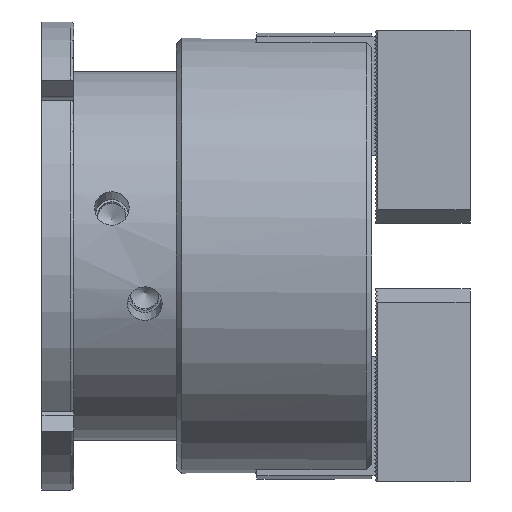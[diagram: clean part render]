
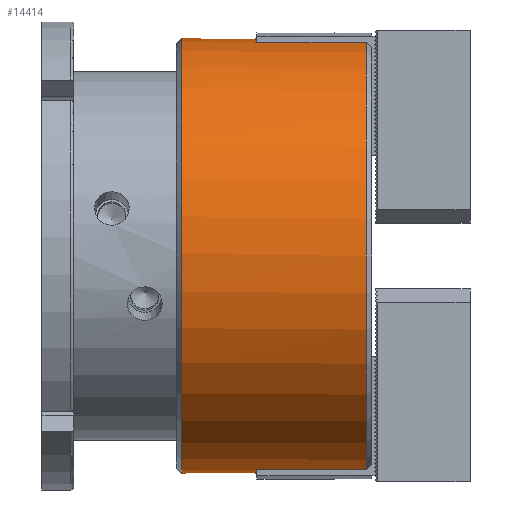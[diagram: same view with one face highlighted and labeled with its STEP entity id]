
A CAD part, front view. The second image highlights one B-rep face of the part: STEP entity #14414.
In plain terms, the highlighted cylindrical face has radius 82.5 mm (diameter 165 mm), a full revolution.
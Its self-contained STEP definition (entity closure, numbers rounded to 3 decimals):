
#479 = FACE_OUTER_BOUND ( 'NONE', #12289, .T. ) ;
#852 = VERTEX_POINT ( 'NONE', #7512 ) ;
#889 = CARTESIAN_POINT ( 'NONE',  ( 0., 81.031, -15.5 ) ) ;
#2000 = ORIENTED_EDGE ( 'NONE', *, *, #16200, .F. ) ;
#2108 = CARTESIAN_POINT ( 'NONE',  ( 0., 81.031, 15.5 ) ) ;
#2993 = ORIENTED_EDGE ( 'NONE', *, *, #25622, .F. ) ;
#3325 = EDGE_CURVE ( 'NONE', #16757, #12845, #28247, .T. ) ;
#4209 = CARTESIAN_POINT ( 'NONE',  ( 2., 0., -82.5 ) ) ;
#4717 = DIRECTION ( 'NONE',  ( 0., 0., -1. ) ) ;
#5055 = AXIS2_PLACEMENT_3D ( 'NONE', #9637, #18988, #28319 ) ;
#5238 = DIRECTION ( 'NONE',  ( 0., 0., -1. ) ) ;
#6234 = LINE ( 'NONE', #15589, #7873 ) ;
#7131 = ORIENTED_EDGE ( 'NONE', *, *, #17666, .F. ) ;
#7304 = DIRECTION ( 'NONE',  ( -1., 0., 0. ) ) ;
#7512 = CARTESIAN_POINT ( 'NONE',  ( 30., 81.031, 15.5 ) ) ;
#7529 = DIRECTION ( 'NONE',  ( 0., 0., 1. ) ) ;
#7873 = VECTOR ( 'NONE', #24936, 1000. ) ;
#7991 = ORIENTED_EDGE ( 'NONE', *, *, #19292, .T. ) ;
#8090 = CARTESIAN_POINT ( 'NONE',  ( 30., 81.031, -15.5 ) ) ;
#8130 = VERTEX_POINT ( 'NONE', #22499 ) ;
#8220 = CARTESIAN_POINT ( 'NONE',  ( 30., -81.031, 15.5 ) ) ;
#9019 = DIRECTION ( 'NONE',  ( 1., 0., 0. ) ) ;
#9280 = VECTOR ( 'NONE', #9019, 1000. ) ;
#9417 = CARTESIAN_POINT ( 'NONE',  ( 72., 0., 0. ) ) ;
#9637 = CARTESIAN_POINT ( 'NONE',  ( 30., 0., 0. ) ) ;
#9843 = CYLINDRICAL_SURFACE ( 'NONE', #27428, 82.5 ) ;
#10241 = DIRECTION ( 'NONE',  ( -1., 0., 0. ) ) ;
#10297 = CIRCLE ( 'NONE', #14216, 82.5 ) ;
#10620 = VERTEX_POINT ( 'NONE', #8220 ) ;
#10766 = VECTOR ( 'NONE', #11453, 1000. ) ;
#11453 = DIRECTION ( 'NONE',  ( 1., 0., 0. ) ) ;
#12289 = EDGE_LOOP ( 'NONE', ( #2000, #24393, #7991, #16495, #20581, #7131, #12602, #2993 ) ) ;
#12602 = ORIENTED_EDGE ( 'NONE', *, *, #3325, .T. ) ;
#12845 = VERTEX_POINT ( 'NONE', #24722 ) ;
#14216 = AXIS2_PLACEMENT_3D ( 'NONE', #16887, #26232, #5238 ) ;
#14414 = ADVANCED_FACE ( 'NONE', ( #21481, #479 ), #9843, .T. ) ;
#14425 = EDGE_CURVE ( 'NONE', #25205, #25205, #10297, .T. ) ;
#14489 = AXIS2_PLACEMENT_3D ( 'NONE', #28297, #7304, #16670 ) ;
#15028 = AXIS2_PLACEMENT_3D ( 'NONE', #9417, #18762, #28105 ) ;
#15589 = CARTESIAN_POINT ( 'NONE',  ( 0., -81.031, 15.5 ) ) ;
#15967 = AXIS2_PLACEMENT_3D ( 'NONE', #16368, #25715, #4717 ) ;
#16200 = EDGE_CURVE ( 'NONE', #10620, #8130, #18268, .T. ) ;
#16368 = CARTESIAN_POINT ( 'NONE',  ( 30., 0., 0. ) ) ;
#16495 = ORIENTED_EDGE ( 'NONE', *, *, #26041, .F. ) ;
#16670 = DIRECTION ( 'NONE',  ( 0., 0., 1. ) ) ;
#16757 = VERTEX_POINT ( 'NONE', #21700 ) ;
#16887 = CARTESIAN_POINT ( 'NONE',  ( 2., 0., 0. ) ) ;
#17666 = EDGE_CURVE ( 'NONE', #16757, #17694, #21886, .T. ) ;
#17694 = VERTEX_POINT ( 'NONE', #8090 ) ;
#18268 = CIRCLE ( 'NONE', #5055, 82.5 ) ;
#18762 = DIRECTION ( 'NONE',  ( -1., 0., 0. ) ) ;
#18988 = DIRECTION ( 'NONE',  ( 1., 0., 0. ) ) ;
#19190 = CARTESIAN_POINT ( 'NONE',  ( 0., 0., 0. ) ) ;
#19219 = EDGE_CURVE ( 'NONE', #17694, #852, #29172, .T. ) ;
#19292 = EDGE_CURVE ( 'NONE', #25398, #25269, #27712, .T. ) ;
#19719 = VECTOR ( 'NONE', #10241, 1000. ) ;
#20581 = ORIENTED_EDGE ( 'NONE', *, *, #19219, .F. ) ;
#20668 = LINE ( 'NONE', #30020, #9280 ) ;
#21007 = CARTESIAN_POINT ( 'NONE',  ( 72., 81.031, 15.5 ) ) ;
#21481 = FACE_OUTER_BOUND ( 'NONE', #27028, .T. ) ;
#21700 = CARTESIAN_POINT ( 'NONE',  ( 72., 81.031, -15.5 ) ) ;
#21886 = LINE ( 'NONE', #889, #19719 ) ;
#22499 = CARTESIAN_POINT ( 'NONE',  ( 30., -81.031, -15.5 ) ) ;
#23083 = LINE ( 'NONE', #2108, #10766 ) ;
#24100 = ORIENTED_EDGE ( 'NONE', *, *, #14425, .T. ) ;
#24393 = ORIENTED_EDGE ( 'NONE', *, *, #27221, .F. ) ;
#24722 = CARTESIAN_POINT ( 'NONE',  ( 72., -81.031, -15.5 ) ) ;
#24936 = DIRECTION ( 'NONE',  ( -1., 0., 0. ) ) ;
#25205 = VERTEX_POINT ( 'NONE', #4209 ) ;
#25269 = VERTEX_POINT ( 'NONE', #21007 ) ;
#25398 = VERTEX_POINT ( 'NONE', #26351 ) ;
#25622 = EDGE_CURVE ( 'NONE', #8130, #12845, #20668, .T. ) ;
#25715 = DIRECTION ( 'NONE',  ( 1., 0., 0. ) ) ;
#26041 = EDGE_CURVE ( 'NONE', #852, #25269, #23083, .T. ) ;
#26232 = DIRECTION ( 'NONE',  ( 1., 0., 0. ) ) ;
#26351 = CARTESIAN_POINT ( 'NONE',  ( 72., -81.031, 15.5 ) ) ;
#27028 = EDGE_LOOP ( 'NONE', ( #24100 ) ) ;
#27221 = EDGE_CURVE ( 'NONE', #25398, #10620, #6234, .T. ) ;
#27428 = AXIS2_PLACEMENT_3D ( 'NONE', #19190, #28514, #7529 ) ;
#27712 = CIRCLE ( 'NONE', #14489, 82.5 ) ;
#28105 = DIRECTION ( 'NONE',  ( 0., 0., 1. ) ) ;
#28247 = CIRCLE ( 'NONE', #15028, 82.5 ) ;
#28297 = CARTESIAN_POINT ( 'NONE',  ( 72., 0., 0. ) ) ;
#28319 = DIRECTION ( 'NONE',  ( 0., 0., -1. ) ) ;
#28514 = DIRECTION ( 'NONE',  ( -1., 0., 0. ) ) ;
#29172 = CIRCLE ( 'NONE', #15967, 82.5 ) ;
#30020 = CARTESIAN_POINT ( 'NONE',  ( 0., -81.031, -15.5 ) ) ;
